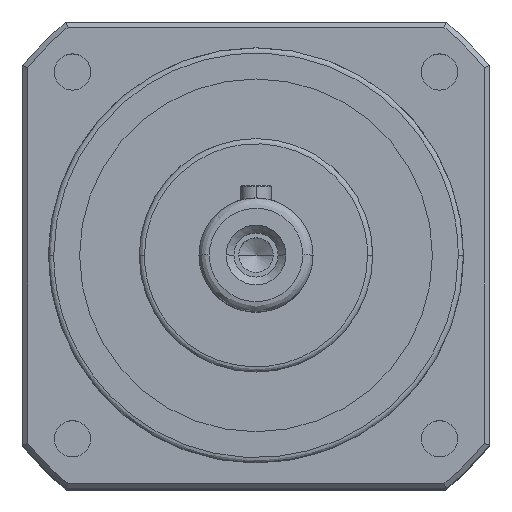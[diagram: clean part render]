
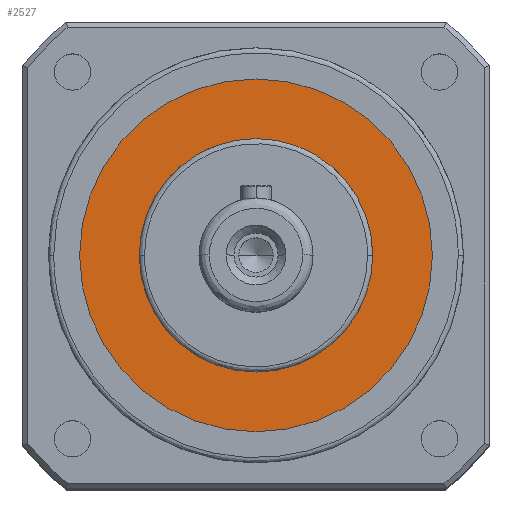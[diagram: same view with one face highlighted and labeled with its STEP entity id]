
A CAD part, top view. The second image highlights one B-rep face of the part: STEP entity #2527.
In plain terms, the highlighted planar face has unit normal (0, 0, 1).
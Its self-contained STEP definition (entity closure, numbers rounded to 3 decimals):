
#405 = ORIENTED_EDGE ( 'NONE', *, *, #18299, .T. ) ;
#982 = CARTESIAN_POINT ( 'NONE',  ( 22.5, 0., 109.49 ) ) ;
#1061 = CIRCLE ( 'NONE', #20055, 34. ) ;
#1116 = CARTESIAN_POINT ( 'NONE',  ( 0., 0., 109.49 ) ) ;
#2093 = CARTESIAN_POINT ( 'NONE',  ( 0., 0., 109.49 ) ) ;
#2421 = ORIENTED_EDGE ( 'NONE', *, *, #2890, .T. ) ;
#2527 = ADVANCED_FACE ( 'NONE', ( #8343, #4528 ), #5999, .T. ) ;
#2689 = AXIS2_PLACEMENT_3D ( 'NONE', #9474, #20631, #11142 ) ;
#2890 = EDGE_CURVE ( 'NONE', #13790, #4668, #13359, .T. ) ;
#3710 = DIRECTION ( 'NONE',  ( -1., 0., 0. ) ) ;
#4528 = FACE_BOUND ( 'NONE', #4850, .T. ) ;
#4668 = VERTEX_POINT ( 'NONE', #10378 ) ;
#4693 = DIRECTION ( 'NONE',  ( 1., 0., 0. ) ) ;
#4772 = DIRECTION ( 'NONE',  ( 0., 0., 1. ) ) ;
#4788 = VERTEX_POINT ( 'NONE', #7199 ) ;
#4797 = CARTESIAN_POINT ( 'NONE',  ( 0., 0., 109.49 ) ) ;
#4850 = EDGE_LOOP ( 'NONE', ( #5625, #2421 ) ) ;
#5625 = ORIENTED_EDGE ( 'NONE', *, *, #11617, .T. ) ;
#5666 = EDGE_LOOP ( 'NONE', ( #18710, #405 ) ) ;
#5941 = CIRCLE ( 'NONE', #2689, 34. ) ;
#5999 = PLANE ( 'NONE',  #8685 ) ;
#6274 = AXIS2_PLACEMENT_3D ( 'NONE', #6368, #17485, #7998 ) ;
#6368 = CARTESIAN_POINT ( 'NONE',  ( 0., 0., 109.49 ) ) ;
#7199 = CARTESIAN_POINT ( 'NONE',  ( -34., 0., 109.49 ) ) ;
#7497 = CIRCLE ( 'NONE', #6274, 22.5 ) ;
#7998 = DIRECTION ( 'NONE',  ( -1., 0., 0. ) ) ;
#8343 = FACE_OUTER_BOUND ( 'NONE', #5666, .T. ) ;
#8457 = CARTESIAN_POINT ( 'NONE',  ( 34., 0., 109.49 ) ) ;
#8575 = EDGE_CURVE ( 'NONE', #4788, #18843, #5941, .T. ) ;
#8685 = AXIS2_PLACEMENT_3D ( 'NONE', #4797, #4772, #4693 ) ;
#9474 = CARTESIAN_POINT ( 'NONE',  ( 0., 0., 109.49 ) ) ;
#10378 = CARTESIAN_POINT ( 'NONE',  ( -22.5, 0., 109.49 ) ) ;
#10751 = AXIS2_PLACEMENT_3D ( 'NONE', #1116, #20770, #20713 ) ;
#11142 = DIRECTION ( 'NONE',  ( -1., 0., 0. ) ) ;
#11617 = EDGE_CURVE ( 'NONE', #4668, #13790, #7497, .T. ) ;
#13359 = CIRCLE ( 'NONE', #10751, 22.5 ) ;
#13424 = DIRECTION ( 'NONE',  ( 0., 0., 1. ) ) ;
#13790 = VERTEX_POINT ( 'NONE', #982 ) ;
#17485 = DIRECTION ( 'NONE',  ( 0., 0., -1. ) ) ;
#18299 = EDGE_CURVE ( 'NONE', #18843, #4788, #1061, .T. ) ;
#18710 = ORIENTED_EDGE ( 'NONE', *, *, #8575, .T. ) ;
#18843 = VERTEX_POINT ( 'NONE', #8457 ) ;
#20055 = AXIS2_PLACEMENT_3D ( 'NONE', #2093, #13424, #3710 ) ;
#20631 = DIRECTION ( 'NONE',  ( 0., 0., 1. ) ) ;
#20713 = DIRECTION ( 'NONE',  ( -1., 0., 0. ) ) ;
#20770 = DIRECTION ( 'NONE',  ( 0., 0., -1. ) ) ;
